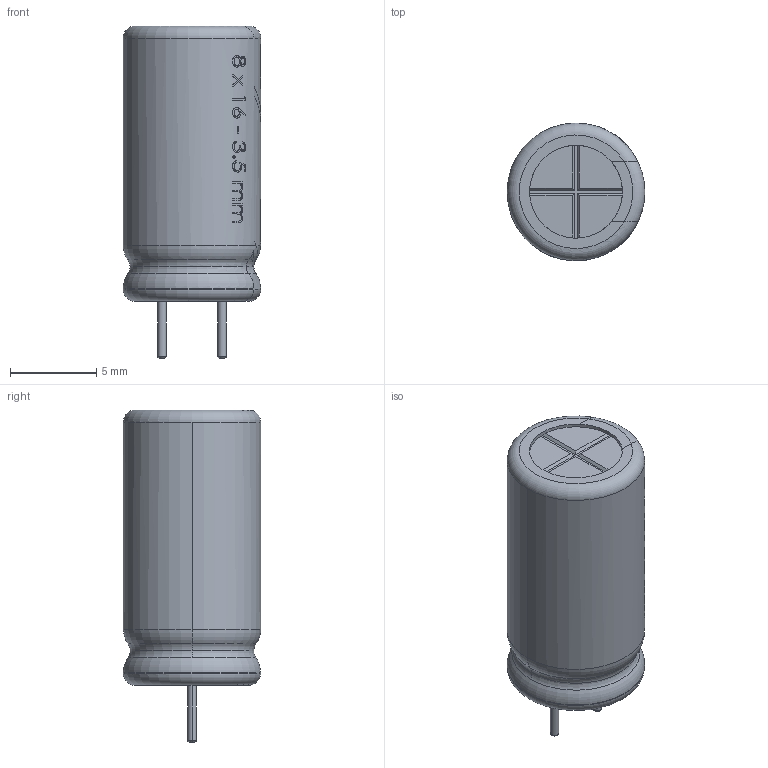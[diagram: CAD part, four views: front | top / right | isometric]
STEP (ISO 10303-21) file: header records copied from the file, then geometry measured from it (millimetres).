
FILE_DESCRIPTION (( 'STEP AP214' ), '1' );
FILE_NAME ('User Library-Cap-EL(8x16-3.5).STEP', '2020-08-15T13:06:49', ( '' ), ( '' ), 'SwSTEP 2.0', 'SolidWorks 2020', '' );
FILE_SCHEMA (( 'AUTOMOTIVE_DESIGN' ));
Length unit declared in the file: millimetre
Products named in the file (1): User Library-Cap-EL(8x16-3.5)
Bounding box: 8 x 8 x 19.3 mm (x, y, z)
Volume: 446.1 mm3; surface area: 803.2 mm2
Topology: 1 solids, 2 shells, 446 faces, 1170 edges, 774 vertices
Faces by surface type: plane 203, bspline 156, cylinder 61, torus 26
Entity records: 29092 total; most frequent: CARTESIAN_POINT 14486, ORIENTED_EDGE 2340, DIRECTION 1433, EDGE_CURVE 1170, VERTEX_POINT 774, B_SPLINE_CURVE_WITH_KNOTS 536, AXIS2_PLACEMENT_3D 520, EDGE_LOOP 492
